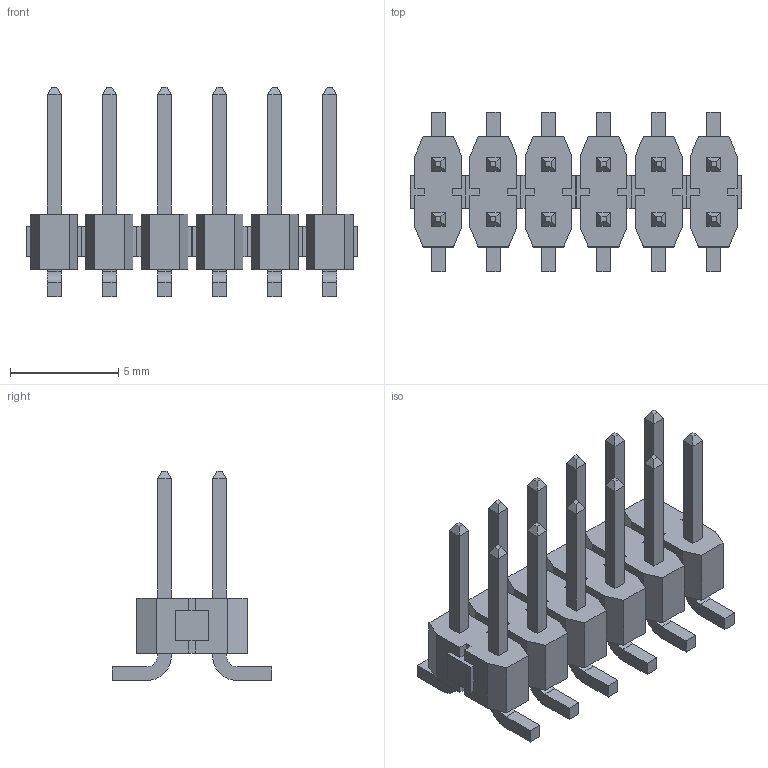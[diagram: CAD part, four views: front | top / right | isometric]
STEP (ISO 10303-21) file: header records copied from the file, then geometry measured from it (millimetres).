
FILE_DESCRIPTION (( 'STEP AP214' ), '1' );
FILE_NAME ('TSM-106-01-G-DV.STEP', '2021-03-11T11:13:48', ( '' ), ( '' ), 'SwSTEP 2.0', 'SolidWorks 2018', '' );
FILE_SCHEMA (( 'AUTOMOTIVE_DESIGN' ));
Length unit declared in the file: millimetre
Products named in the file (1): TSM-106-01-G-DV
Bounding box: 15.24 x 7.37 x 9.65 mm (x, y, z)
Volume: 202 mm3; surface area: 614.5 mm2
Topology: 6 solids, 6 shells, 420 faces, 1104 edges, 720 vertices
Faces by surface type: plane 396, cylinder 24
Entity records: 17351 total; most frequent: CARTESIAN_POINT 2245, ORIENTED_EDGE 2208, DIRECTION 1994, EDGE_CURVE 1104, VECTOR 1056, LINE 1056, VERTEX_POINT 720, AXIS2_PLACEMENT_3D 469
